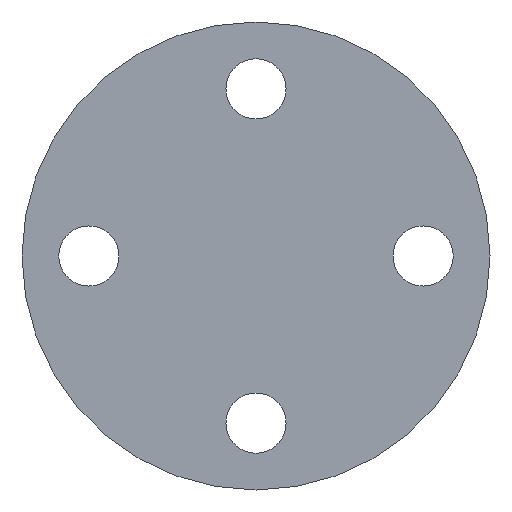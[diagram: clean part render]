
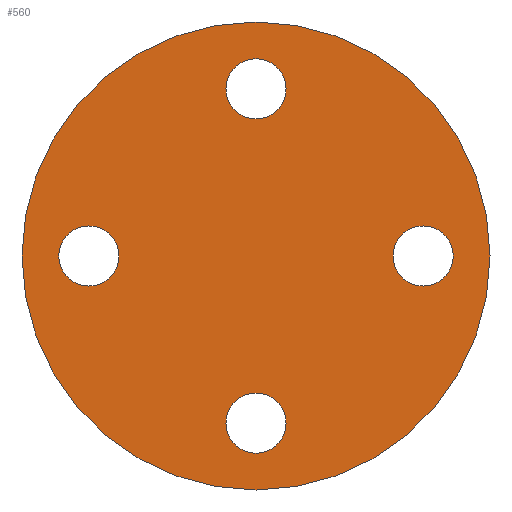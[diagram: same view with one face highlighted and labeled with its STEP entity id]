
A CAD part, front view. The second image highlights one B-rep face of the part: STEP entity #560.
In plain terms, the highlighted planar face has unit normal (0, -1, 0).
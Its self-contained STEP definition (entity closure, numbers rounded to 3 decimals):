
#1 = DIRECTION ( 'NONE',  ( 0., 1., 0. ) ) ;
#6 = EDGE_CURVE ( 'NONE', #538, #309, #28, .T. ) ;
#8 = DIRECTION ( 'NONE',  ( 0., 1., 0. ) ) ;
#9 = VERTEX_POINT ( 'NONE', #158 ) ;
#10 = AXIS2_PLACEMENT_3D ( 'NONE', #217, #365, #556 ) ;
#11 = ORIENTED_EDGE ( 'NONE', *, *, #551, .T. ) ;
#22 = DIRECTION ( 'NONE',  ( 0., 0., 1. ) ) ;
#24 = ORIENTED_EDGE ( 'NONE', *, *, #393, .F. ) ;
#28 = CIRCLE ( 'NONE', #212, 9. ) ;
#32 = VERTEX_POINT ( 'NONE', #492 ) ;
#35 = EDGE_CURVE ( 'NONE', #9, #392, #587, .T. ) ;
#45 = DIRECTION ( 'NONE',  ( 0., 0., 1. ) ) ;
#50 = AXIS2_PLACEMENT_3D ( 'NONE', #444, #1, #543 ) ;
#69 = AXIS2_PLACEMENT_3D ( 'NONE', #409, #165, #22 ) ;
#71 = EDGE_CURVE ( 'NONE', #153, #112, #143, .T. ) ;
#72 = CARTESIAN_POINT ( 'NONE',  ( -50., 0., -9. ) ) ;
#88 = CARTESIAN_POINT ( 'NONE',  ( 0., 0., -59. ) ) ;
#95 = CARTESIAN_POINT ( 'NONE',  ( 50., 0., 0. ) ) ;
#96 = ORIENTED_EDGE ( 'NONE', *, *, #405, .T. ) ;
#97 = DIRECTION ( 'NONE',  ( 0., 0., 1. ) ) ;
#112 = VERTEX_POINT ( 'NONE', #458 ) ;
#114 = FACE_OUTER_BOUND ( 'NONE', #629, .T. ) ;
#120 = DIRECTION ( 'NONE',  ( 0., 0., 1. ) ) ;
#122 = ORIENTED_EDGE ( 'NONE', *, *, #35, .F. ) ;
#129 = EDGE_CURVE ( 'NONE', #300, #262, #238, .T. ) ;
#133 = EDGE_LOOP ( 'NONE', ( #612, #96 ) ) ;
#143 = CIRCLE ( 'NONE', #10, 9. ) ;
#153 = VERTEX_POINT ( 'NONE', #611 ) ;
#158 = CARTESIAN_POINT ( 'NONE',  ( 0., 0., 70. ) ) ;
#165 = DIRECTION ( 'NONE',  ( 0., 1., 0. ) ) ;
#171 = AXIS2_PLACEMENT_3D ( 'NONE', #512, #211, #404 ) ;
#182 = ORIENTED_EDGE ( 'NONE', *, *, #243, .T. ) ;
#191 = AXIS2_PLACEMENT_3D ( 'NONE', #588, #353, #582 ) ;
#199 = DIRECTION ( 'NONE',  ( 0., 1., 0. ) ) ;
#204 = CARTESIAN_POINT ( 'NONE',  ( -50., 0., 0. ) ) ;
#211 = DIRECTION ( 'NONE',  ( 0., 1., 0. ) ) ;
#212 = AXIS2_PLACEMENT_3D ( 'NONE', #204, #399, #591 ) ;
#214 = AXIS2_PLACEMENT_3D ( 'NONE', #95, #568, #45 ) ;
#216 = FACE_BOUND ( 'NONE', #133, .T. ) ;
#217 = CARTESIAN_POINT ( 'NONE',  ( 0., 0., 50. ) ) ;
#219 = PLANE ( 'NONE',  #501 ) ;
#238 = CIRCLE ( 'NONE', #171, 9. ) ;
#243 = EDGE_CURVE ( 'NONE', #32, #478, #600, .T. ) ;
#249 = CARTESIAN_POINT ( 'NONE',  ( 0., 0., 0. ) ) ;
#262 = VERTEX_POINT ( 'NONE', #88 ) ;
#278 = EDGE_LOOP ( 'NONE', ( #387, #344 ) ) ;
#289 = CARTESIAN_POINT ( 'NONE',  ( -50., 0., 9. ) ) ;
#297 = EDGE_LOOP ( 'NONE', ( #452, #395 ) ) ;
#300 = VERTEX_POINT ( 'NONE', #625 ) ;
#306 = AXIS2_PLACEMENT_3D ( 'NONE', #343, #199, #398 ) ;
#309 = VERTEX_POINT ( 'NONE', #289 ) ;
#319 = FACE_BOUND ( 'NONE', #297, .T. ) ;
#338 = CIRCLE ( 'NONE', #69, 9. ) ;
#343 = CARTESIAN_POINT ( 'NONE',  ( -50., 0., 0. ) ) ;
#344 = ORIENTED_EDGE ( 'NONE', *, *, #6, .T. ) ;
#348 = CARTESIAN_POINT ( 'NONE',  ( 0., 0., -70. ) ) ;
#353 = DIRECTION ( 'NONE',  ( 0., 1., 0. ) ) ;
#358 = CIRCLE ( 'NONE', #50, 70. ) ;
#365 = DIRECTION ( 'NONE',  ( 0., 1., 0. ) ) ;
#367 = CARTESIAN_POINT ( 'NONE',  ( 0., 0., 0. ) ) ;
#383 = EDGE_CURVE ( 'NONE', #112, #153, #464, .T. ) ;
#387 = ORIENTED_EDGE ( 'NONE', *, *, #480, .T. ) ;
#392 = VERTEX_POINT ( 'NONE', #348 ) ;
#393 = EDGE_CURVE ( 'NONE', #392, #9, #358, .T. ) ;
#395 = ORIENTED_EDGE ( 'NONE', *, *, #383, .T. ) ;
#398 = DIRECTION ( 'NONE',  ( 0., 0., 1. ) ) ;
#399 = DIRECTION ( 'NONE',  ( 0., 1., 0. ) ) ;
#403 = FACE_BOUND ( 'NONE', #278, .T. ) ;
#404 = DIRECTION ( 'NONE',  ( 0., 0., 1. ) ) ;
#405 = EDGE_CURVE ( 'NONE', #262, #300, #610, .T. ) ;
#409 = CARTESIAN_POINT ( 'NONE',  ( 50., 0., 0. ) ) ;
#427 = AXIS2_PLACEMENT_3D ( 'NONE', #249, #436, #120 ) ;
#436 = DIRECTION ( 'NONE',  ( 0., 1., 0. ) ) ;
#444 = CARTESIAN_POINT ( 'NONE',  ( 0., 0., 0. ) ) ;
#448 = DIRECTION ( 'NONE',  ( 0., 1., 0. ) ) ;
#452 = ORIENTED_EDGE ( 'NONE', *, *, #71, .T. ) ;
#458 = CARTESIAN_POINT ( 'NONE',  ( 0., 0., 41. ) ) ;
#464 = CIRCLE ( 'NONE', #191, 9. ) ;
#478 = VERTEX_POINT ( 'NONE', #537 ) ;
#480 = EDGE_CURVE ( 'NONE', #309, #538, #575, .T. ) ;
#483 = EDGE_LOOP ( 'NONE', ( #182, #11 ) ) ;
#492 = CARTESIAN_POINT ( 'NONE',  ( 50., 0., 9. ) ) ;
#498 = DIRECTION ( 'NONE',  ( 0., 0., 1. ) ) ;
#501 = AXIS2_PLACEMENT_3D ( 'NONE', #367, #448, #498 ) ;
#512 = CARTESIAN_POINT ( 'NONE',  ( 0., 0., -50. ) ) ;
#531 = CARTESIAN_POINT ( 'NONE',  ( 0., 0., -50. ) ) ;
#537 = CARTESIAN_POINT ( 'NONE',  ( 50., 0., -9. ) ) ;
#538 = VERTEX_POINT ( 'NONE', #72 ) ;
#543 = DIRECTION ( 'NONE',  ( 0., 0., 1. ) ) ;
#551 = EDGE_CURVE ( 'NONE', #478, #32, #338, .T. ) ;
#556 = DIRECTION ( 'NONE',  ( 0., 0., 1. ) ) ;
#560 = ADVANCED_FACE ( 'NONE', ( #602, #319, #403, #216, #114 ), #219, .F. ) ;
#568 = DIRECTION ( 'NONE',  ( 0., 1., 0. ) ) ;
#569 = AXIS2_PLACEMENT_3D ( 'NONE', #531, #8, #97 ) ;
#575 = CIRCLE ( 'NONE', #306, 9. ) ;
#582 = DIRECTION ( 'NONE',  ( 0., 0., 1. ) ) ;
#587 = CIRCLE ( 'NONE', #427, 70. ) ;
#588 = CARTESIAN_POINT ( 'NONE',  ( 0., 0., 50. ) ) ;
#591 = DIRECTION ( 'NONE',  ( 0., 0., 1. ) ) ;
#600 = CIRCLE ( 'NONE', #214, 9. ) ;
#602 = FACE_BOUND ( 'NONE', #483, .T. ) ;
#610 = CIRCLE ( 'NONE', #569, 9. ) ;
#611 = CARTESIAN_POINT ( 'NONE',  ( 0., 0., 59. ) ) ;
#612 = ORIENTED_EDGE ( 'NONE', *, *, #129, .T. ) ;
#625 = CARTESIAN_POINT ( 'NONE',  ( 0., 0., -41. ) ) ;
#629 = EDGE_LOOP ( 'NONE', ( #24, #122 ) ) ;
